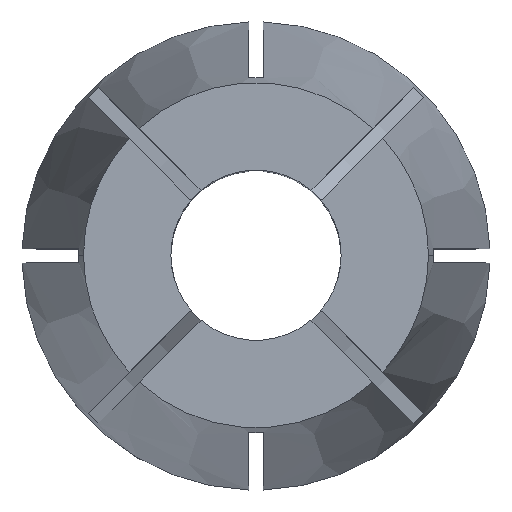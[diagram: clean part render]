
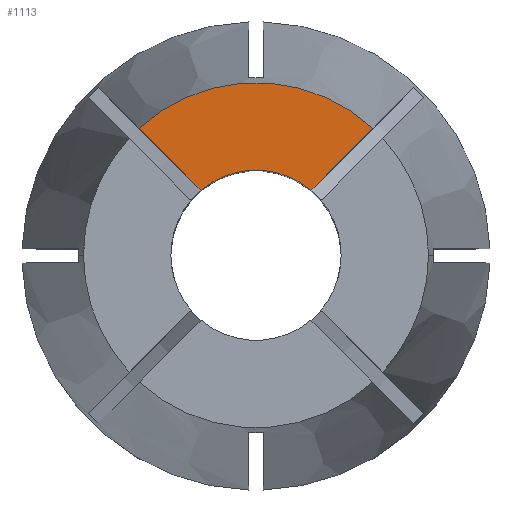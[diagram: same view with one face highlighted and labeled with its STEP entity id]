
A CAD part, top view. The second image highlights one B-rep face of the part: STEP entity #1113.
In plain terms, the highlighted planar face has unit normal (0, 0, 1).
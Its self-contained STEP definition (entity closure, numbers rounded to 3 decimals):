
#12 = VERTEX_POINT ( 'NONE', #900 ) ;
#53 = EDGE_LOOP ( 'NONE', ( #822, #716, #887, #2040 ) ) ;
#70 = CARTESIAN_POINT ( 'NONE',  ( -0.354, 0.354, 0. ) ) ;
#89 = DIRECTION ( 'NONE',  ( 0.707, -0.707, 0. ) ) ;
#105 = EDGE_CURVE ( 'NONE', #12, #869, #696, .T. ) ;
#238 = VERTEX_POINT ( 'NONE', #1626 ) ;
#331 = FACE_OUTER_BOUND ( 'NONE', #53, .T. ) ;
#412 = AXIS2_PLACEMENT_3D ( 'NONE', #1068, #1693, #583 ) ;
#583 = DIRECTION ( 'NONE',  ( 1., 0., 0. ) ) ;
#696 = LINE ( 'NONE', #1212, #1905 ) ;
#703 = VECTOR ( 'NONE', #1992, 1000. ) ;
#716 = ORIENTED_EDGE ( 'NONE', *, *, #1124, .T. ) ;
#730 = DIRECTION ( 'NONE',  ( 0., 0., -1. ) ) ;
#734 = AXIS2_PLACEMENT_3D ( 'NONE', #923, #2026, #1081 ) ;
#747 = EDGE_CURVE ( 'NONE', #1799, #12, #1187, .T. ) ;
#808 = CARTESIAN_POINT ( 'NONE',  ( 8.236, 8.943, 0. ) ) ;
#822 = ORIENTED_EDGE ( 'NONE', *, *, #1275, .F. ) ;
#869 = VERTEX_POINT ( 'NONE', #1040 ) ;
#871 = PLANE ( 'NONE',  #1932 ) ;
#887 = ORIENTED_EDGE ( 'NONE', *, *, #747, .T. ) ;
#900 = CARTESIAN_POINT ( 'NONE',  ( -8.236, 8.943, 0. ) ) ;
#923 = CARTESIAN_POINT ( 'NONE',  ( 0., 0., 0. ) ) ;
#1040 = CARTESIAN_POINT ( 'NONE',  ( -3.874, 4.581, 0. ) ) ;
#1068 = CARTESIAN_POINT ( 'NONE',  ( 0., 0., 0. ) ) ;
#1081 = DIRECTION ( 'NONE',  ( 1., 0., 0. ) ) ;
#1113 = ADVANCED_FACE ( 'NONE', ( #331 ), #871, .F. ) ;
#1124 = EDGE_CURVE ( 'NONE', #238, #1799, #1960, .T. ) ;
#1187 = CIRCLE ( 'NONE', #412, 12.158 ) ;
#1212 = CARTESIAN_POINT ( 'NONE',  ( 0.354, 0.354, 0. ) ) ;
#1275 = EDGE_CURVE ( 'NONE', #238, #869, #1292, .T. ) ;
#1292 = CIRCLE ( 'NONE', #734, 6. ) ;
#1626 = CARTESIAN_POINT ( 'NONE',  ( 3.874, 4.581, 0. ) ) ;
#1676 = CARTESIAN_POINT ( 'NONE',  ( 0., 0., 0. ) ) ;
#1693 = DIRECTION ( 'NONE',  ( 0., 0., 1. ) ) ;
#1799 = VERTEX_POINT ( 'NONE', #808 ) ;
#1830 = DIRECTION ( 'NONE',  ( -1., 0., 0. ) ) ;
#1905 = VECTOR ( 'NONE', #89, 1000. ) ;
#1932 = AXIS2_PLACEMENT_3D ( 'NONE', #1676, #730, #1830 ) ;
#1960 = LINE ( 'NONE', #70, #703 ) ;
#1992 = DIRECTION ( 'NONE',  ( 0.707, 0.707, 0. ) ) ;
#2026 = DIRECTION ( 'NONE',  ( 0., 0., 1. ) ) ;
#2040 = ORIENTED_EDGE ( 'NONE', *, *, #105, .T. ) ;
